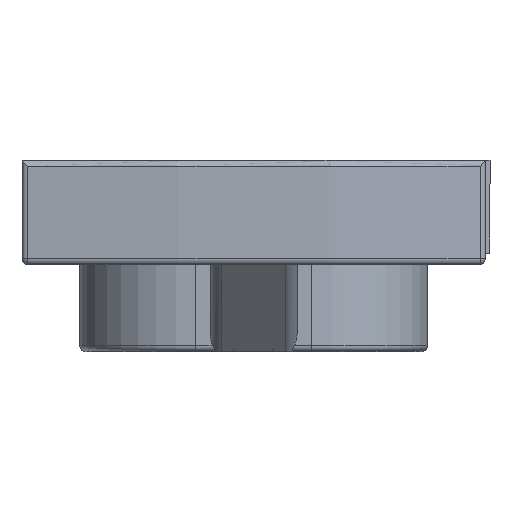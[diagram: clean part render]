
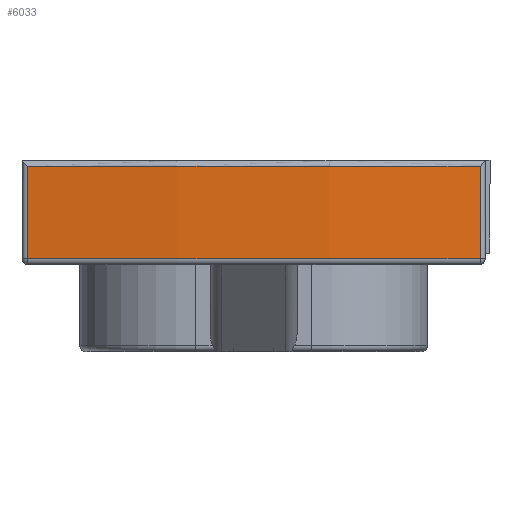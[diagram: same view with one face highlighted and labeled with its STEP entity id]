
A CAD part, front view. The second image highlights one B-rep face of the part: STEP entity #6033.
In plain terms, the highlighted cylindrical face has radius 321.75 mm (diameter 643.5 mm), a partial arc.
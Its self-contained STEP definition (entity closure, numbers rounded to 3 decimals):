
#118 = DIRECTION ( 'NONE',  ( 0., 0., -1. ) ) ;
#264 = CARTESIAN_POINT ( 'NONE',  ( 39.122, -155.109, 25. ) ) ;
#648 = VERTEX_POINT ( 'NONE', #3035 ) ;
#827 = VERTEX_POINT ( 'NONE', #1059 ) ;
#1059 = CARTESIAN_POINT ( 'NONE',  ( 39.122, -155.109, 8. ) ) ;
#1482 = CIRCLE ( 'NONE', #3958, 321.75 ) ;
#1573 = DIRECTION ( 'NONE',  ( 1., 0., 0. ) ) ;
#1600 = EDGE_CURVE ( 'NONE', #2763, #6652, #8519, .T. ) ;
#1790 = ORIENTED_EDGE ( 'NONE', *, *, #2232, .T. ) ;
#2106 = EDGE_CURVE ( 'NONE', #648, #2763, #2466, .T. ) ;
#2232 = EDGE_CURVE ( 'NONE', #827, #648, #4575, .T. ) ;
#2385 = DIRECTION ( 'NONE',  ( 0., 0., 1. ) ) ;
#2466 = CIRCLE ( 'NONE', #7780, 321.75 ) ;
#2516 = FACE_OUTER_BOUND ( 'NONE', #4145, .T. ) ;
#2763 = VERTEX_POINT ( 'NONE', #8555 ) ;
#3035 = CARTESIAN_POINT ( 'NONE',  ( 39.122, -155.109, 24. ) ) ;
#3425 = ORIENTED_EDGE ( 'NONE', *, *, #1600, .T. ) ;
#3958 = AXIS2_PLACEMENT_3D ( 'NONE', #8771, #7114, #7158 ) ;
#4145 = EDGE_LOOP ( 'NONE', ( #1790, #4482, #3425, #8604 ) ) ;
#4482 = ORIENTED_EDGE ( 'NONE', *, *, #2106, .T. ) ;
#4575 = LINE ( 'NONE', #264, #8379 ) ;
#4799 = VECTOR ( 'NONE', #6368, 1000. ) ;
#4894 = DIRECTION ( 'NONE',  ( -1., 0., 0. ) ) ;
#5110 = CARTESIAN_POINT ( 'NONE',  ( 0., 164.254, 24. ) ) ;
#6033 = ADVANCED_FACE ( 'NONE', ( #2516 ), #7038, .T. ) ;
#6309 = AXIS2_PLACEMENT_3D ( 'NONE', #7785, #7828, #4894 ) ;
#6368 = DIRECTION ( 'NONE',  ( 0., 0., -1. ) ) ;
#6652 = VERTEX_POINT ( 'NONE', #8536 ) ;
#6702 = EDGE_CURVE ( 'NONE', #6652, #827, #1482, .T. ) ;
#7038 = CYLINDRICAL_SURFACE ( 'NONE', #6309, 321.75 ) ;
#7114 = DIRECTION ( 'NONE',  ( 0., 0., 1. ) ) ;
#7158 = DIRECTION ( 'NONE',  ( 1., 0., 0. ) ) ;
#7780 = AXIS2_PLACEMENT_3D ( 'NONE', #5110, #118, #1573 ) ;
#7785 = CARTESIAN_POINT ( 'NONE',  ( 0., 164.254, 25. ) ) ;
#7828 = DIRECTION ( 'NONE',  ( 0., 0., -1. ) ) ;
#7932 = CARTESIAN_POINT ( 'NONE',  ( -39.122, -155.109, 25. ) ) ;
#8379 = VECTOR ( 'NONE', #2385, 1000. ) ;
#8519 = LINE ( 'NONE', #7932, #4799 ) ;
#8536 = CARTESIAN_POINT ( 'NONE',  ( -39.122, -155.109, 8. ) ) ;
#8555 = CARTESIAN_POINT ( 'NONE',  ( -39.122, -155.109, 24. ) ) ;
#8604 = ORIENTED_EDGE ( 'NONE', *, *, #6702, .T. ) ;
#8771 = CARTESIAN_POINT ( 'NONE',  ( 0., 164.254, 8. ) ) ;
